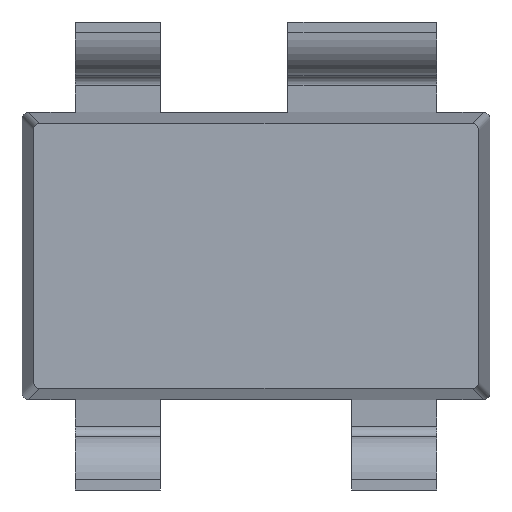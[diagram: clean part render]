
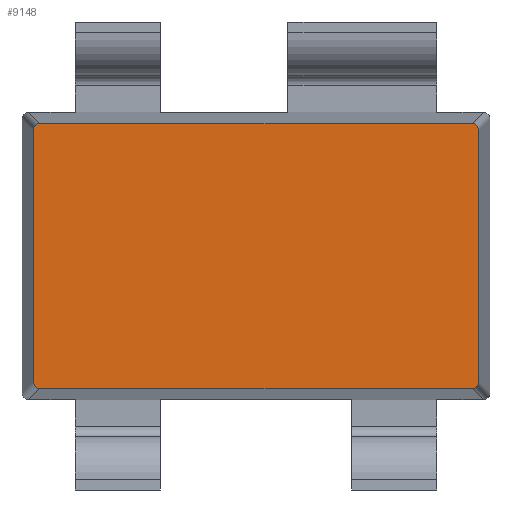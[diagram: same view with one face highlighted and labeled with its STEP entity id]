
A CAD part, front view. The second image highlights one B-rep face of the part: STEP entity #9148.
In plain terms, the highlighted planar face has unit normal (0, -1, 0).
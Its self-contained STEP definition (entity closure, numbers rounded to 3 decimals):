
#102 = EDGE_CURVE ( 'NONE', #8547, #3921, #10164, .T. ) ;
#345 = DIRECTION ( 'NONE',  ( 1., 0., 0. ) ) ;
#752 = DIRECTION ( 'NONE',  ( 0., 0., 1. ) ) ;
#767 = EDGE_CURVE ( 'NONE', #7396, #3921, #9160, .T. ) ;
#773 = CARTESIAN_POINT ( 'NONE',  ( -1.016, 0.1, -0.622 ) ) ;
#792 = EDGE_CURVE ( 'NONE', #9137, #7209, #4547, .T. ) ;
#1362 = ORIENTED_EDGE ( 'NONE', *, *, #767, .F. ) ;
#1422 = VECTOR ( 'NONE', #1838, 1000. ) ;
#1825 = CARTESIAN_POINT ( 'NONE',  ( -1.047, 0.1, -0.591 ) ) ;
#1838 = DIRECTION ( 'NONE',  ( -1., 0., 0. ) ) ;
#2448 = VERTEX_POINT ( 'NONE', #3732 ) ;
#2596 = DIRECTION ( 'NONE',  ( 0., 1., 0. ) ) ;
#2602 = EDGE_CURVE ( 'NONE', #7396, #3627, #3678, .T. ) ;
#2800 = VECTOR ( 'NONE', #3570, 1000. ) ;
#2848 = CARTESIAN_POINT ( 'NONE',  ( 1.034, 0.1, -0.622 ) ) ;
#2916 = EDGE_CURVE ( 'NONE', #9137, #3627, #4712, .T. ) ;
#3570 = DIRECTION ( 'NONE',  ( 0., 0., -1. ) ) ;
#3603 = CARTESIAN_POINT ( 'NONE',  ( -1.047, 0.1, 0.609 ) ) ;
#3627 = VERTEX_POINT ( 'NONE', #10594 ) ;
#3678 =( BOUNDED_CURVE ( )  B_SPLINE_CURVE ( 3, ( #4841, #7268, #4013, #5666 ),
 .UNSPECIFIED., .F., .T. ) 
 B_SPLINE_CURVE_WITH_KNOTS ( ( 4, 4 ),
 ( 5.503, 7.063 ),
 .UNSPECIFIED. ) 
 CURVE ( )  GEOMETRIC_REPRESENTATION_ITEM ( )  RATIONAL_B_SPLINE_CURVE ( ( 1., 0.807, 0.807, 1. ) ) 
 REPRESENTATION_ITEM ( '' )  );
#3696 = CARTESIAN_POINT ( 'NONE',  ( 1.047, 0.1, -0.591 ) ) ;
#3732 = CARTESIAN_POINT ( 'NONE',  ( -1.016, 0.1, -0.622 ) ) ;
#3831 =( BOUNDED_CURVE ( )  B_SPLINE_CURVE ( 3, ( #4115, #4911, #5770, #773 ),
 .UNSPECIFIED., .F., .F. ) 
 B_SPLINE_CURVE_WITH_KNOTS ( ( 4, 4 ),
 ( 5.503, 7.063 ),
 .UNSPECIFIED. ) 
 CURVE ( )  GEOMETRIC_REPRESENTATION_ITEM ( )  RATIONAL_B_SPLINE_CURVE ( ( 1., 0.807, 0.807, 1. ) ) 
 REPRESENTATION_ITEM ( '' )  );
#3921 = VERTEX_POINT ( 'NONE', #7613 ) ;
#4013 = CARTESIAN_POINT ( 'NONE',  ( 1.034, 0.1, 0.622 ) ) ;
#4049 = ORIENTED_EDGE ( 'NONE', *, *, #102, .T. ) ;
#4115 = CARTESIAN_POINT ( 'NONE',  ( -1.047, 0.1, -0.591 ) ) ;
#4136 = CARTESIAN_POINT ( 'NONE',  ( 1.047, 0.1, 0.591 ) ) ;
#4338 = FACE_OUTER_BOUND ( 'NONE', #10592, .T. ) ;
#4405 = CARTESIAN_POINT ( 'NONE',  ( 0., 0.1, 0.622 ) ) ;
#4449 = CARTESIAN_POINT ( 'NONE',  ( -1.016, 0.1, 0.622 ) ) ;
#4450 = VECTOR ( 'NONE', #345, 1000. ) ;
#4547 =( BOUNDED_CURVE ( )  B_SPLINE_CURVE ( 3, ( #4449, #9402, #3603, #5269 ),
 .UNSPECIFIED., .F., .F. ) 
 B_SPLINE_CURVE_WITH_KNOTS ( ( 4, 4 ),
 ( 5.503, 7.063 ),
 .UNSPECIFIED. ) 
 CURVE ( )  GEOMETRIC_REPRESENTATION_ITEM ( )  RATIONAL_B_SPLINE_CURVE ( ( 1., 0.807, 0.807, 1. ) ) 
 REPRESENTATION_ITEM ( '' )  );
#4712 = LINE ( 'NONE', #4405, #4450 ) ;
#4841 = CARTESIAN_POINT ( 'NONE',  ( 1.047, 0.1, 0.591 ) ) ;
#4911 = CARTESIAN_POINT ( 'NONE',  ( -1.047, 0.1, -0.609 ) ) ;
#4936 = EDGE_CURVE ( 'NONE', #5022, #7209, #6156, .T. ) ;
#5009 = CARTESIAN_POINT ( 'NONE',  ( -1.016, 0.1, 0.622 ) ) ;
#5022 = VERTEX_POINT ( 'NONE', #1825 ) ;
#5242 = EDGE_CURVE ( 'NONE', #5022, #2448, #3831, .T. ) ;
#5245 = CARTESIAN_POINT ( 'NONE',  ( 0., 0.1, -0.622 ) ) ;
#5269 = CARTESIAN_POINT ( 'NONE',  ( -1.047, 0.1, 0.591 ) ) ;
#5666 = CARTESIAN_POINT ( 'NONE',  ( 1.016, 0.1, 0.622 ) ) ;
#5770 = CARTESIAN_POINT ( 'NONE',  ( -1.034, 0.1, -0.622 ) ) ;
#6156 = LINE ( 'NONE', #6591, #8366 ) ;
#6501 = ORIENTED_EDGE ( 'NONE', *, *, #10202, .F. ) ;
#6591 = CARTESIAN_POINT ( 'NONE',  ( -1.047, 0.1, 0. ) ) ;
#6647 = CARTESIAN_POINT ( 'NONE',  ( 1.016, 0.1, -0.622 ) ) ;
#7083 = AXIS2_PLACEMENT_3D ( 'NONE', #7581, #2596, #8424 ) ;
#7209 = VERTEX_POINT ( 'NONE', #7600 ) ;
#7268 = CARTESIAN_POINT ( 'NONE',  ( 1.047, 0.1, 0.609 ) ) ;
#7396 = VERTEX_POINT ( 'NONE', #4136 ) ;
#7581 = CARTESIAN_POINT ( 'NONE',  ( 0., 0.1, 0. ) ) ;
#7600 = CARTESIAN_POINT ( 'NONE',  ( -1.047, 0.1, 0.591 ) ) ;
#7613 = CARTESIAN_POINT ( 'NONE',  ( 1.047, 0.1, -0.591 ) ) ;
#7669 = ORIENTED_EDGE ( 'NONE', *, *, #2602, .T. ) ;
#7829 = CARTESIAN_POINT ( 'NONE',  ( 1.047, 0.1, -0.609 ) ) ;
#8366 = VECTOR ( 'NONE', #752, 1000. ) ;
#8424 = DIRECTION ( 'NONE',  ( 0., 0., 1. ) ) ;
#8538 = CARTESIAN_POINT ( 'NONE',  ( 1.047, 0.1, 0. ) ) ;
#8547 = VERTEX_POINT ( 'NONE', #6647 ) ;
#8669 = CARTESIAN_POINT ( 'NONE',  ( 1.016, 0.1, -0.622 ) ) ;
#8942 = ORIENTED_EDGE ( 'NONE', *, *, #792, .T. ) ;
#9137 = VERTEX_POINT ( 'NONE', #5009 ) ;
#9148 = ADVANCED_FACE ( 'NONE', ( #4338 ), #10004, .F. ) ;
#9160 = LINE ( 'NONE', #8538, #2800 ) ;
#9402 = CARTESIAN_POINT ( 'NONE',  ( -1.034, 0.1, 0.622 ) ) ;
#9718 = ORIENTED_EDGE ( 'NONE', *, *, #4936, .F. ) ;
#9970 = ORIENTED_EDGE ( 'NONE', *, *, #5242, .T. ) ;
#10004 = PLANE ( 'NONE',  #7083 ) ;
#10164 =( BOUNDED_CURVE ( )  B_SPLINE_CURVE ( 3, ( #8669, #2848, #7829, #3696 ),
 .UNSPECIFIED., .F., .F. ) 
 B_SPLINE_CURVE_WITH_KNOTS ( ( 4, 4 ),
 ( 5.503, 7.063 ),
 .UNSPECIFIED. ) 
 CURVE ( )  GEOMETRIC_REPRESENTATION_ITEM ( )  RATIONAL_B_SPLINE_CURVE ( ( 1., 0.807, 0.807, 1. ) ) 
 REPRESENTATION_ITEM ( '' )  );
#10202 = EDGE_CURVE ( 'NONE', #8547, #2448, #10269, .T. ) ;
#10269 = LINE ( 'NONE', #5245, #1422 ) ;
#10323 = ORIENTED_EDGE ( 'NONE', *, *, #2916, .F. ) ;
#10592 = EDGE_LOOP ( 'NONE', ( #6501, #4049, #1362, #7669, #10323, #8942, #9718, #9970 ) ) ;
#10594 = CARTESIAN_POINT ( 'NONE',  ( 1.016, 0.1, 0.622 ) ) ;
